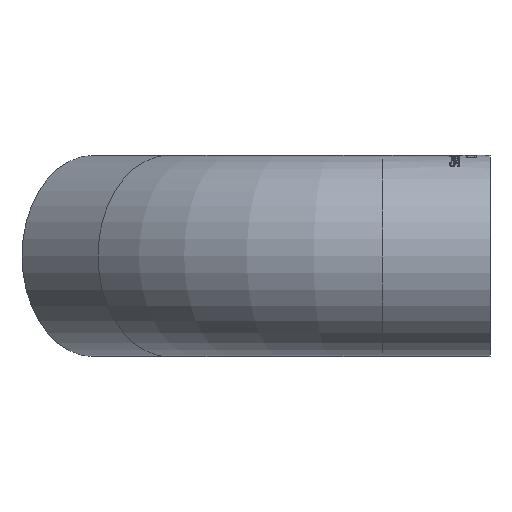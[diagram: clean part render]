
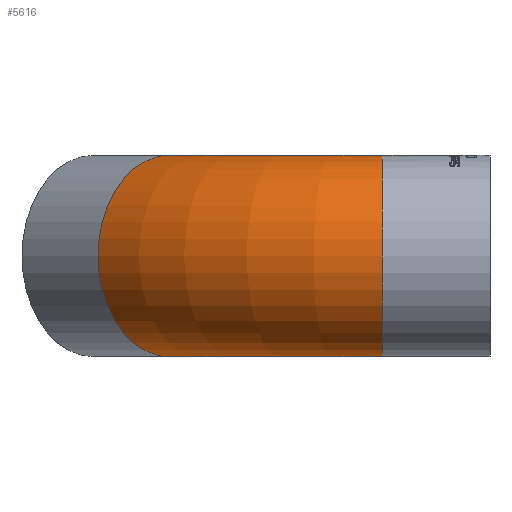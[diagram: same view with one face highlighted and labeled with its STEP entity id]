
A CAD part, left-side view. The second image highlights one B-rep face of the part: STEP entity #5616.
In plain terms, the highlighted toroidal (fillet/blend) face has major radius 76.2 mm and minor radius 25.4 mm.
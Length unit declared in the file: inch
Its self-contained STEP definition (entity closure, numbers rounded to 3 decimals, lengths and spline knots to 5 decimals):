
#14=TOROIDAL_SURFACE('',#5915,3.,1.);
#74=FACE_BOUND('',#1007,.T.);
#660=FACE_OUTER_BOUND('',#1006,.T.);
#1006=EDGE_LOOP('',(#5251));
#1007=EDGE_LOOP('',(#5252));
#1434=CIRCLE('',#5893,1.);
#1441=CIRCLE('',#5912,1.);
#2746=VERTEX_POINT('',#12629);
#2753=VERTEX_POINT('',#12655);
#3579=EDGE_CURVE('',#2746,#2746,#1434,.T.);
#3586=EDGE_CURVE('',#2753,#2753,#1441,.T.);
#5251=ORIENTED_EDGE('',*,*,#3586,.F.);
#5252=ORIENTED_EDGE('',*,*,#3579,.F.);
#5616=ADVANCED_FACE('',(#660,#74),#14,.T.);
#5893=AXIS2_PLACEMENT_3D('',#12630,#6841,#6842);
#5912=AXIS2_PLACEMENT_3D('',#12656,#6879,#6880);
#5915=AXIS2_PLACEMENT_3D('',#12659,#6885,#6886);
#6841=DIRECTION('center_axis',(0.,-1.,0.));
#6842=DIRECTION('ref_axis',(1.,0.,0.));
#6879=DIRECTION('center_axis',(0.707,0.707,0.));
#6880=DIRECTION('ref_axis',(0.707,-0.707,0.));
#6885=DIRECTION('center_axis',(0.,0.,-1.));
#6886=DIRECTION('ref_axis',(-1.,0.,0.));
#12629=CARTESIAN_POINT('',(0.,0.,-1.));
#12630=CARTESIAN_POINT('Origin',(0.,0.,0.));
#12655=CARTESIAN_POINT('',(0.87868,2.12132,1.));
#12656=CARTESIAN_POINT('Origin',(0.87868,2.12132,0.));
#12659=CARTESIAN_POINT('Origin',(3.,0.,0.));
